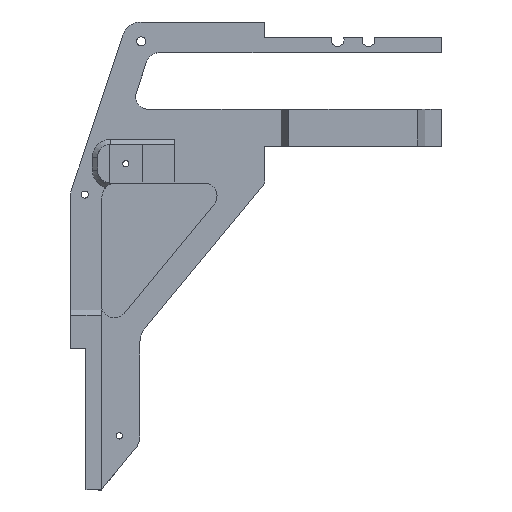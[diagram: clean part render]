
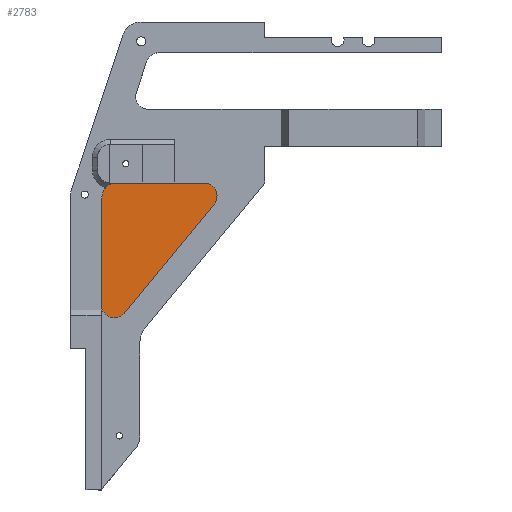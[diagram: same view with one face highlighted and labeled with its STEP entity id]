
A CAD part, top view. The second image highlights one B-rep face of the part: STEP entity #2783.
In plain terms, the highlighted planar face has unit normal (0, 0, 1).
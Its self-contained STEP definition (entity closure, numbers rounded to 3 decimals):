
#32 = AXIS2_PLACEMENT_3D ( 'NONE', #1150, #1728, #1453 ) ;
#42 = VERTEX_POINT ( 'NONE', #2863 ) ;
#47 = EDGE_LOOP ( 'NONE', ( #3357, #3045, #1312, #1301, #1122, #1479, #815, #3278, #1606 ) ) ;
#58 = CIRCLE ( 'NONE', #2050, 5. ) ;
#77 = VERTEX_POINT ( 'NONE', #1578 ) ;
#127 = EDGE_CURVE ( 'NONE', #722, #2638, #3395, .T. ) ;
#136 = CARTESIAN_POINT ( 'NONE',  ( -92.545, 87., 22.5 ) ) ;
#189 = CARTESIAN_POINT ( 'NONE',  ( -52.959, 87., 22.5 ) ) ;
#202 = LINE ( 'NONE', #2823, #296 ) ;
#233 = DIRECTION ( 'NONE',  ( -1., 0., 0. ) ) ;
#296 = VECTOR ( 'NONE', #1267, 1000. ) ;
#350 = CARTESIAN_POINT ( 'NONE',  ( -57.959, 87., 22.5 ) ) ;
#405 = EDGE_CURVE ( 'NONE', #42, #77, #957, .T. ) ;
#439 = CARTESIAN_POINT ( 'NONE',  ( -93., 44.483, 22.5 ) ) ;
#485 = DIRECTION ( 'NONE',  ( -1., 0., 0. ) ) ;
#633 = CARTESIAN_POINT ( 'NONE',  ( -89.142, 41.303, 22.5 ) ) ;
#675 = CARTESIAN_POINT ( 'NONE',  ( -92.545, 92., 22.5 ) ) ;
#694 = DIRECTION ( 'NONE',  ( 0., 0., -1. ) ) ;
#702 = EDGE_CURVE ( 'NONE', #77, #2834, #202, .T. ) ;
#722 = VERTEX_POINT ( 'NONE', #189 ) ;
#732 = VERTEX_POINT ( 'NONE', #3159 ) ;
#815 = ORIENTED_EDGE ( 'NONE', *, *, #2091, .F. ) ;
#828 = AXIS2_PLACEMENT_3D ( 'NONE', #2895, #2910, #233 ) ;
#891 = FACE_OUTER_BOUND ( 'NONE', #47, .T. ) ;
#957 = CIRCLE ( 'NONE', #32, 5. ) ;
#1023 = EDGE_CURVE ( 'NONE', #732, #2624, #3082, .T. ) ;
#1032 = DIRECTION ( 'NONE',  ( -1., 0., 0. ) ) ;
#1122 = ORIENTED_EDGE ( 'NONE', *, *, #127, .T. ) ;
#1134 = VERTEX_POINT ( 'NONE', #1538 ) ;
#1146 = VECTOR ( 'NONE', #1851, 1000. ) ;
#1150 = CARTESIAN_POINT ( 'NONE',  ( -93., 85.635, 22.5 ) ) ;
#1198 = CARTESIAN_POINT ( 'NONE',  ( -93., 85.635, 22.5 ) ) ;
#1267 = DIRECTION ( 'NONE',  ( 0.316, 0.949, 0. ) ) ;
#1301 = ORIENTED_EDGE ( 'NONE', *, *, #2288, .T. ) ;
#1312 = ORIENTED_EDGE ( 'NONE', *, *, #2174, .F. ) ;
#1322 = CARTESIAN_POINT ( 'NONE',  ( -97.289, 88.58, 22.5 ) ) ;
#1324 = LINE ( 'NONE', #2987, #2481 ) ;
#1370 = VECTOR ( 'NONE', #2731, 1000. ) ;
#1453 = DIRECTION ( 'NONE',  ( -1., 0., 0. ) ) ;
#1479 = ORIENTED_EDGE ( 'NONE', *, *, #3046, .F. ) ;
#1538 = CARTESIAN_POINT ( 'NONE',  ( -54.1, 83.82, 22.5 ) ) ;
#1578 = CARTESIAN_POINT ( 'NONE',  ( -97.744, 87.215, 22.5 ) ) ;
#1588 = VERTEX_POINT ( 'NONE', #675 ) ;
#1606 = ORIENTED_EDGE ( 'NONE', *, *, #405, .F. ) ;
#1666 = AXIS2_PLACEMENT_3D ( 'NONE', #350, #1705, #2722 ) ;
#1705 = DIRECTION ( 'NONE',  ( 0., 0., 1. ) ) ;
#1728 = DIRECTION ( 'NONE',  ( 0., 0., -1. ) ) ;
#1851 = DIRECTION ( 'NONE',  ( 0., 1., 0. ) ) ;
#2006 = DIRECTION ( 'NONE',  ( 1., 0., 0. ) ) ;
#2030 = AXIS2_PLACEMENT_3D ( 'NONE', #1198, #2786, #1032 ) ;
#2050 = AXIS2_PLACEMENT_3D ( 'NONE', #136, #694, #3061 ) ;
#2059 = EDGE_CURVE ( 'NONE', #732, #42, #2822, .T. ) ;
#2091 = EDGE_CURVE ( 'NONE', #2834, #1588, #58, .T. ) ;
#2137 = CARTESIAN_POINT ( 'NONE',  ( -98., 30.554, 22.5 ) ) ;
#2174 = EDGE_CURVE ( 'NONE', #1134, #2624, #2818, .T. ) ;
#2234 = CARTESIAN_POINT ( 'NONE',  ( -47.359, 92., 22.5 ) ) ;
#2288 = EDGE_CURVE ( 'NONE', #1134, #722, #2522, .T. ) ;
#2481 = VECTOR ( 'NONE', #2006, 1000. ) ;
#2493 = CARTESIAN_POINT ( 'NONE',  ( -57.959, 92., 22.5 ) ) ;
#2517 = PLANE ( 'NONE',  #2030 ) ;
#2522 = CIRCLE ( 'NONE', #1666, 5. ) ;
#2624 = VERTEX_POINT ( 'NONE', #633 ) ;
#2638 = VERTEX_POINT ( 'NONE', #2493 ) ;
#2722 = DIRECTION ( 'NONE',  ( -1., 0., 0. ) ) ;
#2731 = DIRECTION ( 'NONE',  ( -0.636, -0.772, 0. ) ) ;
#2783 = ADVANCED_FACE ( 'NONE', ( #891 ), #2517, .F. ) ;
#2786 = DIRECTION ( 'NONE',  ( 0., 0., -1. ) ) ;
#2818 = LINE ( 'NONE', #2234, #1370 ) ;
#2822 = LINE ( 'NONE', #2137, #1146 ) ;
#2823 = CARTESIAN_POINT ( 'NONE',  ( -97.744, 87.215, 22.5 ) ) ;
#2834 = VERTEX_POINT ( 'NONE', #1322 ) ;
#2863 = CARTESIAN_POINT ( 'NONE',  ( -98., 85.635, 22.5 ) ) ;
#2895 = CARTESIAN_POINT ( 'NONE',  ( -57.959, 87., 22.5 ) ) ;
#2910 = DIRECTION ( 'NONE',  ( 0., 0., 1. ) ) ;
#2987 = CARTESIAN_POINT ( 'NONE',  ( -92.545, 92., 22.5 ) ) ;
#3045 = ORIENTED_EDGE ( 'NONE', *, *, #1023, .T. ) ;
#3046 = EDGE_CURVE ( 'NONE', #1588, #2638, #1324, .T. ) ;
#3061 = DIRECTION ( 'NONE',  ( -1., 0., 0. ) ) ;
#3082 = CIRCLE ( 'NONE', #3348, 5. ) ;
#3131 = DIRECTION ( 'NONE',  ( 0., 0., 1. ) ) ;
#3159 = CARTESIAN_POINT ( 'NONE',  ( -98., 44.483, 22.5 ) ) ;
#3278 = ORIENTED_EDGE ( 'NONE', *, *, #702, .F. ) ;
#3348 = AXIS2_PLACEMENT_3D ( 'NONE', #439, #3131, #485 ) ;
#3357 = ORIENTED_EDGE ( 'NONE', *, *, #2059, .F. ) ;
#3395 = CIRCLE ( 'NONE', #828, 5. ) ;
